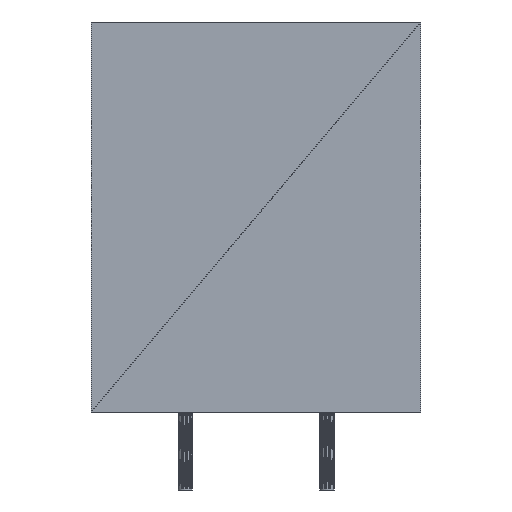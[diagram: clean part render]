
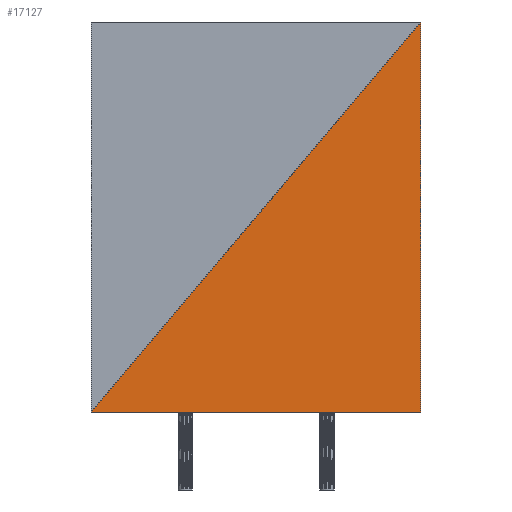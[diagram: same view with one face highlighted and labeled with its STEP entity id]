
A CAD part, front view. The second image highlights one B-rep face of the part: STEP entity #17127.
In plain terms, the highlighted planar face has unit normal (0, -1, 0).
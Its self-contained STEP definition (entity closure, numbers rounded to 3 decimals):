
#17127=ADVANCED_FACE('',(#17128),#17154,.F.);
#17128=FACE_OUTER_BOUND('',#17129,.T.);
#17129=EDGE_LOOP('',(#17130,#17132,#17134));
#17130=ORIENTED_EDGE('',*,*,#17131,.T.);
#17131=EDGE_CURVE('',#17136,#17138,#17140,.T.);
#17132=ORIENTED_EDGE('',*,*,#17133,.T.);
#17133=EDGE_CURVE('',#17138,#17144,#17146,.T.);
#17134=ORIENTED_EDGE('',*,*,#17135,.T.);
#17135=EDGE_CURVE('',#17144,#17136,#17150,.T.);
#17136=VERTEX_POINT('',#17137);
#17137=CARTESIAN_POINT('',(-6.731,-2.032,0.0));
#17138=VERTEX_POINT('',#17139);
#17139=CARTESIAN_POINT('',(16.891,-2.032,27.94));
#17140=LINE('',#17141,#17142);
#17141=CARTESIAN_POINT('',(-6.731,-2.032,0.0));
#17142=VECTOR('',#17143,1.0);
#17143=DIRECTION('',(-0.646,0.0,-0.764));
#17144=VERTEX_POINT('',#17145);
#17145=CARTESIAN_POINT('',(16.891,-2.032,0.0));
#17146=LINE('',#17147,#17148);
#17147=CARTESIAN_POINT('',(16.891,-2.032,27.94));
#17148=VECTOR('',#17149,1.0);
#17149=DIRECTION('',(0.0,0.0,1.0));
#17150=LINE('',#17151,#17152);
#17151=CARTESIAN_POINT('',(16.891,-2.032,0.0));
#17152=VECTOR('',#17153,1.0);
#17153=DIRECTION('',(1.0,0.0,0.0));
#17154=PLANE('',#17155);
#17155=AXIS2_PLACEMENT_3D('',#17156,#17157,#17158);
#17156=CARTESIAN_POINT('',(16.891,-2.032,27.94));
#17157=DIRECTION('',(0.0,1.0,0.0));
#17158=DIRECTION('',(-1.0,0.0,0.0));
